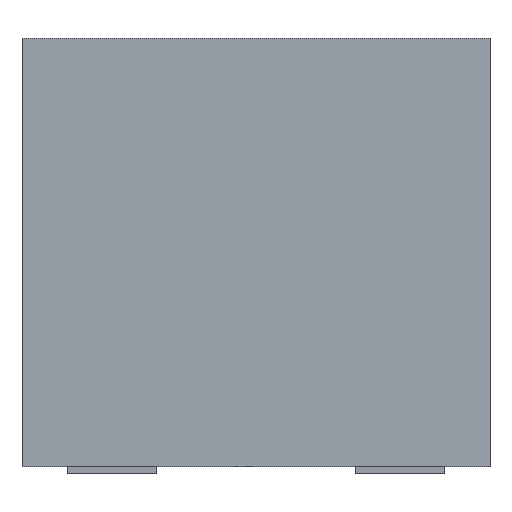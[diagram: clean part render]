
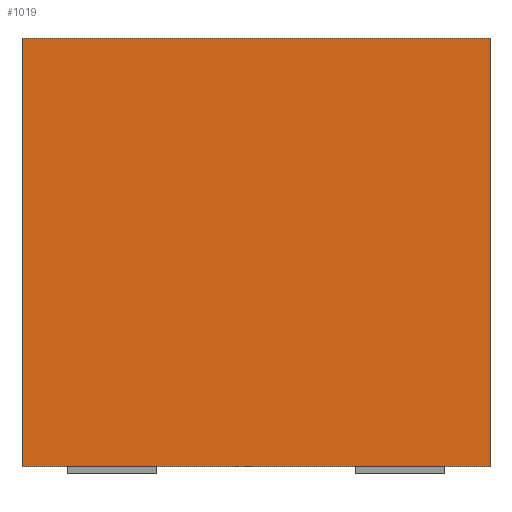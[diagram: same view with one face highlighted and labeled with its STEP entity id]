
A CAD part, top view. The second image highlights one B-rep face of the part: STEP entity #1019.
In plain terms, the highlighted planar face has unit normal (0, 0, 1).
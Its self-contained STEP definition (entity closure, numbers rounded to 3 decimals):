
#32 = VERTEX_POINT('',#33);
#33 = CARTESIAN_POINT('',(3.28,6.,3.38));
#39 = EDGE_CURVE('',#40,#32,#42,.T.);
#40 = VERTEX_POINT('',#41);
#41 = CARTESIAN_POINT('',(3.28,0.,3.38));
#42 = LINE('',#43,#44);
#43 = CARTESIAN_POINT('',(3.28,6.,3.38));
#44 = VECTOR('',#45,1.);
#45 = DIRECTION('',(0.,1.,0.));
#95 = EDGE_CURVE('',#96,#40,#98,.T.);
#96 = VERTEX_POINT('',#97);
#97 = CARTESIAN_POINT('',(-3.28,0.,3.38));
#98 = LINE('',#99,#100);
#99 = CARTESIAN_POINT('',(0.,0.,3.38));
#100 = VECTOR('',#101,1.);
#101 = DIRECTION('',(1.,0.,0.));
#737 = VERTEX_POINT('',#738);
#738 = CARTESIAN_POINT('',(-3.28,6.,3.38));
#744 = EDGE_CURVE('',#737,#32,#745,.T.);
#745 = LINE('',#746,#747);
#746 = CARTESIAN_POINT('',(0.,6.,3.38));
#747 = VECTOR('',#748,1.);
#748 = DIRECTION('',(1.,0.,0.));
#1019 = ADVANCED_FACE('',(#1020),#1031,.F.);
#1020 = FACE_BOUND('',#1021,.T.);
#1021 = EDGE_LOOP('',(#1022,#1023,#1024,#1030));
#1022 = ORIENTED_EDGE('',*,*,#39,.T.);
#1023 = ORIENTED_EDGE('',*,*,#744,.F.);
#1024 = ORIENTED_EDGE('',*,*,#1025,.F.);
#1025 = EDGE_CURVE('',#96,#737,#1026,.T.);
#1026 = LINE('',#1027,#1028);
#1027 = CARTESIAN_POINT('',(-3.28,6.,3.38));
#1028 = VECTOR('',#1029,1.);
#1029 = DIRECTION('',(0.,1.,0.));
#1030 = ORIENTED_EDGE('',*,*,#95,.T.);
#1031 = PLANE('',#1032);
#1032 = AXIS2_PLACEMENT_3D('',#1033,#1034,#1035);
#1033 = CARTESIAN_POINT('',(-3.28,6.,3.38));
#1034 = DIRECTION('',(0.,0.,-1.));
#1035 = DIRECTION('',(-1.,0.,0.));
